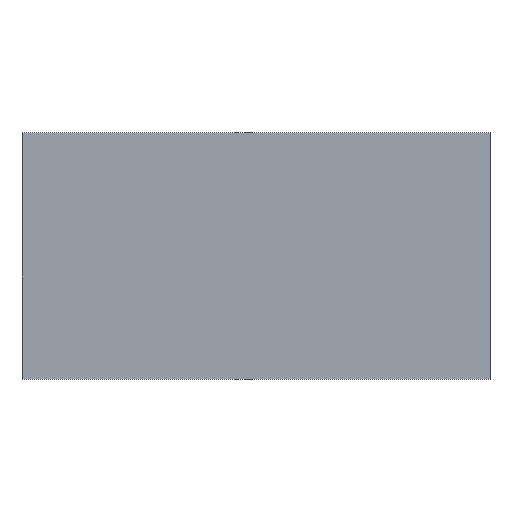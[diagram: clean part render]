
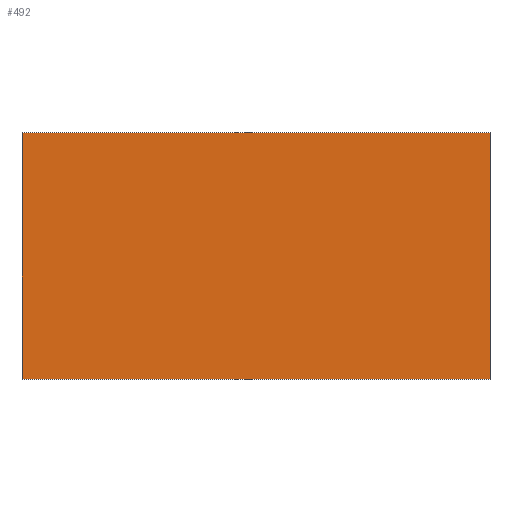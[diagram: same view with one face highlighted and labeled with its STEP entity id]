
A CAD part, top view. The second image highlights one B-rep face of the part: STEP entity #492.
In plain terms, the highlighted planar face has unit normal (0, 0, 1).
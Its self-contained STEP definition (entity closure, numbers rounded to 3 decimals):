
#474=AXIS2_PLACEMENT_3D('Plane Axis2P3D',#471,#472,#473) ;
#418=CARTESIAN_POINT('Vertex',(9.75,0.,1.9)) ;
#421=CARTESIAN_POINT('Line Origine',(5.,0.,1.9)) ;
#425=CARTESIAN_POINT('Vertex',(0.25,0.,1.9)) ;
#449=CARTESIAN_POINT('Vertex',(9.75,5.,1.9)) ;
#456=CARTESIAN_POINT('Vertex',(0.25,5.,1.9)) ;
#459=CARTESIAN_POINT('Line Origine',(5.,5.,1.9)) ;
#471=CARTESIAN_POINT('Axis2P3D Location',(5.,0.,1.9)) ;
#476=CARTESIAN_POINT('Line Origine',(9.75,2.5,1.9)) ;
#481=CARTESIAN_POINT('Line Origine',(0.25,2.5,1.9)) ;
#422=DIRECTION('Vector Direction',(1.,0.,0.)) ;
#460=DIRECTION('Vector Direction',(1.,0.,0.)) ;
#472=DIRECTION('Axis2P3D Direction',(0.,0.,-1.)) ;
#473=DIRECTION('Axis2P3D XDirection',(0.,1.,0.)) ;
#477=DIRECTION('Vector Direction',(0.,1.,0.)) ;
#482=DIRECTION('Vector Direction',(0.,1.,0.)) ;
#423=VECTOR('Line Direction',#422,1.) ;
#461=VECTOR('Line Direction',#460,1.) ;
#478=VECTOR('Line Direction',#477,1.) ;
#483=VECTOR('Line Direction',#482,1.) ;
#487=ORIENTED_EDGE('',*,*,#480,.T.) ;
#488=ORIENTED_EDGE('',*,*,#463,.F.) ;
#489=ORIENTED_EDGE('',*,*,#485,.F.) ;
#490=ORIENTED_EDGE('',*,*,#427,.T.) ;
#492=ADVANCED_FACE('S3D gedreht',(#491),#475,.F.) ;
#427=EDGE_CURVE('',#426,#419,#424,.T.) ;
#463=EDGE_CURVE('',#457,#450,#462,.T.) ;
#480=EDGE_CURVE('',#419,#450,#479,.T.) ;
#485=EDGE_CURVE('',#426,#457,#484,.T.) ;
#486=EDGE_LOOP('',(#487,#488,#489,#490)) ;
#491=FACE_OUTER_BOUND('',#486,.T.) ;
#424=LINE('Line',#421,#423) ;
#462=LINE('Line',#459,#461) ;
#479=LINE('Line',#476,#478) ;
#484=LINE('Line',#481,#483) ;
#475=PLANE('',#474) ;
#419=VERTEX_POINT('',#418) ;
#426=VERTEX_POINT('',#425) ;
#450=VERTEX_POINT('',#449) ;
#457=VERTEX_POINT('',#456) ;
